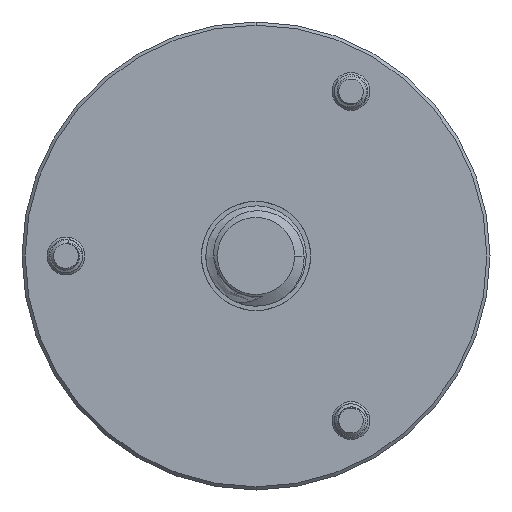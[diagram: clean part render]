
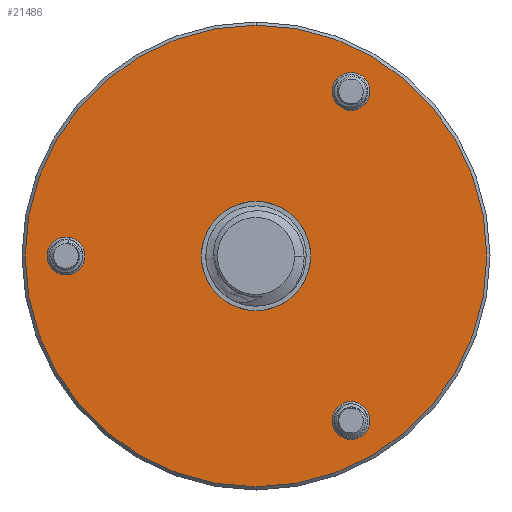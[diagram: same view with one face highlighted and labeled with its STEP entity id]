
A CAD part, front view. The second image highlights one B-rep face of the part: STEP entity #21486.
In plain terms, the highlighted planar face has unit normal (0, -1, 0).
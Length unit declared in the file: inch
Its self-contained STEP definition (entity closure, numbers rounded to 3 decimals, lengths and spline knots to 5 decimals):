
#5 = CARTESIAN_POINT ( 'NONE',  ( 0., 0., 1.087 ) ) ;
#103 = ORIENTED_EDGE ( 'NONE', *, *, #28355, .T. ) ;
#556 = DIRECTION ( 'NONE',  ( 0., 0., 1. ) ) ;
#937 = AXIS2_PLACEMENT_3D ( 'NONE', #28940, #24480, #8610 ) ;
#957 = CARTESIAN_POINT ( 'NONE',  ( 0., 0., -1.087 ) ) ;
#1901 = AXIS2_PLACEMENT_3D ( 'NONE', #13050, #5961, #21966 ) ;
#2201 = EDGE_LOOP ( 'NONE', ( #8426, #18877 ) ) ;
#2509 = DIRECTION ( 'NONE',  ( 0., 0., 1. ) ) ;
#2853 = CIRCLE ( 'NONE', #27480, 1.087 ) ;
#2897 = DIRECTION ( 'NONE',  ( 0., 1., 0. ) ) ;
#2940 = DIRECTION ( 'NONE',  ( 0., 0., 1. ) ) ;
#3089 = CARTESIAN_POINT ( 'NONE',  ( 0., 0., 0.2575 ) ) ;
#3470 = CIRCLE ( 'NONE', #26650, 0.089 ) ;
#3977 = VERTEX_POINT ( 'NONE', #6302 ) ;
#4408 = FACE_OUTER_BOUND ( 'NONE', #6754, .T. ) ;
#4725 = ORIENTED_EDGE ( 'NONE', *, *, #15735, .T. ) ;
#4818 = AXIS2_PLACEMENT_3D ( 'NONE', #11526, #22513, #22677 ) ;
#5130 = CARTESIAN_POINT ( 'NONE',  ( 0., 0., 0. ) ) ;
#5203 = AXIS2_PLACEMENT_3D ( 'NONE', #27367, #16019, #18561 ) ;
#5961 = DIRECTION ( 'NONE',  ( 0., -1., 0. ) ) ;
#6062 = DIRECTION ( 'NONE',  ( 0., 1., 0. ) ) ;
#6302 = CARTESIAN_POINT ( 'NONE',  ( 0.4475, 0., -0.86409 ) ) ;
#6754 = EDGE_LOOP ( 'NONE', ( #18548, #19911 ) ) ;
#7079 = ORIENTED_EDGE ( 'NONE', *, *, #26654, .T. ) ;
#8180 = CIRCLE ( 'NONE', #12887, 0.089 ) ;
#8426 = ORIENTED_EDGE ( 'NONE', *, *, #9375, .T. ) ;
#8555 = CIRCLE ( 'NONE', #28936, 0.089 ) ;
#8610 = DIRECTION ( 'NONE',  ( 0., 0., 1. ) ) ;
#9025 = DIRECTION ( 'NONE',  ( 0., 1., 0. ) ) ;
#9105 = EDGE_LOOP ( 'NONE', ( #4725, #7079 ) ) ;
#9375 = EDGE_CURVE ( 'NONE', #15431, #16405, #26494, .T. ) ;
#9466 = VERTEX_POINT ( 'NONE', #23622 ) ;
#9660 = EDGE_CURVE ( 'NONE', #14103, #26071, #10833, .T. ) ;
#10235 = EDGE_CURVE ( 'NONE', #26071, #14103, #2853, .T. ) ;
#10550 = AXIS2_PLACEMENT_3D ( 'NONE', #5130, #2897, #14091 ) ;
#10833 = CIRCLE ( 'NONE', #1901, 1.087 ) ;
#11169 = FACE_BOUND ( 'NONE', #14661, .T. ) ;
#11193 = CARTESIAN_POINT ( 'NONE',  ( 0.4475, 0., -0.77509 ) ) ;
#11516 = VERTEX_POINT ( 'NONE', #19567 ) ;
#11526 = CARTESIAN_POINT ( 'NONE',  ( 0., 0., 0. ) ) ;
#11774 = EDGE_CURVE ( 'NONE', #11516, #15772, #15961, .T. ) ;
#12887 = AXIS2_PLACEMENT_3D ( 'NONE', #22212, #6062, #15053 ) ;
#13050 = CARTESIAN_POINT ( 'NONE',  ( 0., 0., 0. ) ) ;
#13478 = CARTESIAN_POINT ( 'NONE',  ( 0.4475, 0., 0.68609 ) ) ;
#13662 = ORIENTED_EDGE ( 'NONE', *, *, #17768, .T. ) ;
#14070 = ORIENTED_EDGE ( 'NONE', *, *, #11774, .T. ) ;
#14091 = DIRECTION ( 'NONE',  ( 0., 0., 1. ) ) ;
#14103 = VERTEX_POINT ( 'NONE', #5 ) ;
#14566 = EDGE_CURVE ( 'NONE', #19412, #18013, #18412, .T. ) ;
#14661 = EDGE_LOOP ( 'NONE', ( #25548, #103 ) ) ;
#15053 = DIRECTION ( 'NONE',  ( 0., 0., 1. ) ) ;
#15431 = VERTEX_POINT ( 'NONE', #17814 ) ;
#15470 = FACE_BOUND ( 'NONE', #9105, .T. ) ;
#15735 = EDGE_CURVE ( 'NONE', #9466, #3977, #8555, .T. ) ;
#15772 = VERTEX_POINT ( 'NONE', #3089 ) ;
#15810 = DIRECTION ( 'NONE',  ( 0., 1., 0. ) ) ;
#15961 = CIRCLE ( 'NONE', #25887, 0.2575 ) ;
#16019 = DIRECTION ( 'NONE',  ( 0., 1., 0. ) ) ;
#16405 = VERTEX_POINT ( 'NONE', #25546 ) ;
#16762 = CIRCLE ( 'NONE', #23896, 0.089 ) ;
#17413 = FACE_BOUND ( 'NONE', #18629, .T. ) ;
#17559 = CIRCLE ( 'NONE', #4818, 0.2575 ) ;
#17768 = EDGE_CURVE ( 'NONE', #15772, #11516, #17559, .T. ) ;
#17814 = CARTESIAN_POINT ( 'NONE',  ( -0.895, 0., 0.089 ) ) ;
#17986 = PLANE ( 'NONE',  #10550 ) ;
#18013 = VERTEX_POINT ( 'NONE', #13478 ) ;
#18412 = CIRCLE ( 'NONE', #937, 0.089 ) ;
#18503 = CARTESIAN_POINT ( 'NONE',  ( 0.4475, 0., 0.77509 ) ) ;
#18548 = ORIENTED_EDGE ( 'NONE', *, *, #9660, .T. ) ;
#18561 = DIRECTION ( 'NONE',  ( 0., 0., 1. ) ) ;
#18629 = EDGE_LOOP ( 'NONE', ( #13662, #14070 ) ) ;
#18877 = ORIENTED_EDGE ( 'NONE', *, *, #28659, .T. ) ;
#19412 = VERTEX_POINT ( 'NONE', #26262 ) ;
#19567 = CARTESIAN_POINT ( 'NONE',  ( 0., 0., -0.2575 ) ) ;
#19911 = ORIENTED_EDGE ( 'NONE', *, *, #10235, .T. ) ;
#20196 = FACE_BOUND ( 'NONE', #2201, .T. ) ;
#20222 = DIRECTION ( 'NONE',  ( 0., 1., 0. ) ) ;
#20571 = DIRECTION ( 'NONE',  ( 0., 0., 1. ) ) ;
#21486 = ADVANCED_FACE ( 'NONE', ( #4408, #17413, #15470, #11169, #20196 ), #17986, .F. ) ;
#21966 = DIRECTION ( 'NONE',  ( 0., 0., 1. ) ) ;
#22212 = CARTESIAN_POINT ( 'NONE',  ( -0.895, 0., 0. ) ) ;
#22513 = DIRECTION ( 'NONE',  ( 0., 1., 0. ) ) ;
#22677 = DIRECTION ( 'NONE',  ( 0., 0., 1. ) ) ;
#22831 = CARTESIAN_POINT ( 'NONE',  ( 0., 0., 0. ) ) ;
#23622 = CARTESIAN_POINT ( 'NONE',  ( 0.4475, 0., -0.68609 ) ) ;
#23896 = AXIS2_PLACEMENT_3D ( 'NONE', #11193, #20222, #556 ) ;
#24480 = DIRECTION ( 'NONE',  ( 0., 1., 0. ) ) ;
#24740 = CARTESIAN_POINT ( 'NONE',  ( 0.4475, 0., -0.77509 ) ) ;
#25032 = DIRECTION ( 'NONE',  ( 0., 1., 0. ) ) ;
#25169 = DIRECTION ( 'NONE',  ( 0., -1., 0. ) ) ;
#25546 = CARTESIAN_POINT ( 'NONE',  ( -0.895, 0., -0.089 ) ) ;
#25548 = ORIENTED_EDGE ( 'NONE', *, *, #14566, .T. ) ;
#25887 = AXIS2_PLACEMENT_3D ( 'NONE', #22831, #9025, #20571 ) ;
#26071 = VERTEX_POINT ( 'NONE', #957 ) ;
#26262 = CARTESIAN_POINT ( 'NONE',  ( 0.4475, 0., 0.86409 ) ) ;
#26494 = CIRCLE ( 'NONE', #5203, 0.089 ) ;
#26650 = AXIS2_PLACEMENT_3D ( 'NONE', #18503, #15810, #27741 ) ;
#26654 = EDGE_CURVE ( 'NONE', #3977, #9466, #16762, .T. ) ;
#27367 = CARTESIAN_POINT ( 'NONE',  ( -0.895, 0., 0. ) ) ;
#27480 = AXIS2_PLACEMENT_3D ( 'NONE', #27561, #25169, #2940 ) ;
#27561 = CARTESIAN_POINT ( 'NONE',  ( 0., 0., 0. ) ) ;
#27741 = DIRECTION ( 'NONE',  ( 0., 0., 1. ) ) ;
#28355 = EDGE_CURVE ( 'NONE', #18013, #19412, #3470, .T. ) ;
#28659 = EDGE_CURVE ( 'NONE', #16405, #15431, #8180, .T. ) ;
#28936 = AXIS2_PLACEMENT_3D ( 'NONE', #24740, #25032, #2509 ) ;
#28940 = CARTESIAN_POINT ( 'NONE',  ( 0.4475, 0., 0.77509 ) ) ;
